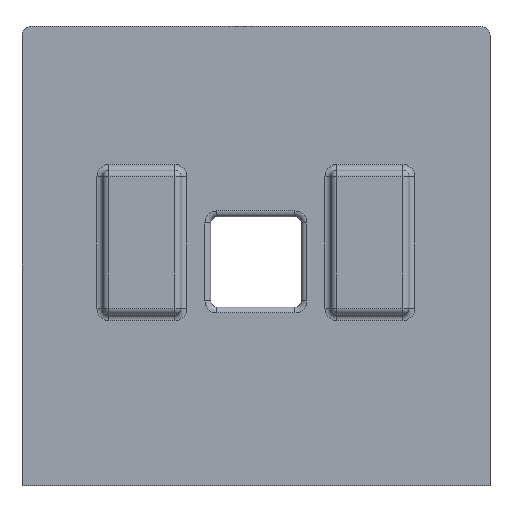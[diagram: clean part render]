
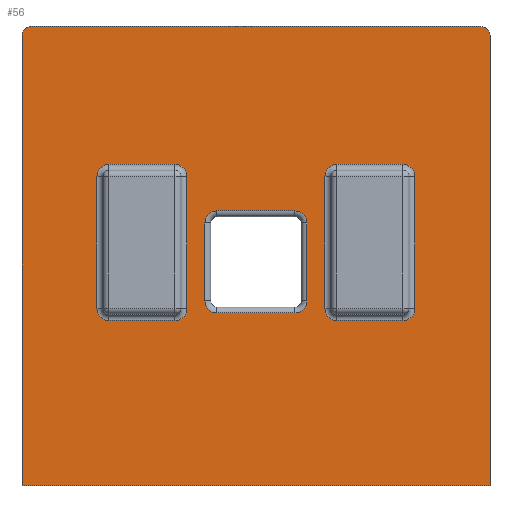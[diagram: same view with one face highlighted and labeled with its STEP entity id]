
A CAD part, top view. The second image highlights one B-rep face of the part: STEP entity #56.
In plain terms, the highlighted planar face has unit normal (0, 0, 1).
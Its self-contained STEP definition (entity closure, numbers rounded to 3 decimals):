
#56=ADVANCED_FACE('',(#204,#206,#208,#210),#212,.T.);
#204=FACE_BOUND('',#205,.T.);
#205=EDGE_LOOP('',(#1095,#1096,#1097,#1098,#1099,#1100));
#206=FACE_BOUND('',#207,.T.);
#207=EDGE_LOOP('',(#1101,#1102,#1103,#1104,#1105,#1106,#1107,#1108));
#208=FACE_BOUND('',#209,.T.);
#209=EDGE_LOOP('',(#1109,#1110,#1111,#1112,#1113,#1114,#1115,#1116));
#210=FACE_BOUND('',#211,.T.);
#211=EDGE_LOOP('',(#1117,#1118,#1119,#1120,#1121,#1122,#1123,#1124));
#212=PLANE('',#213);
#213=AXIS2_PLACEMENT_3D('',#214,#215,#216);
#214=CARTESIAN_POINT('',(0.,0.,3.));
#215=DIRECTION('',(0.,0.,1.));
#216=DIRECTION('',(-1.,0.,0.));
#1095=ORIENTED_EDGE('',*,*,#1625,.F.);
#1096=ORIENTED_EDGE('',*,*,#1596,.T.);
#1097=ORIENTED_EDGE('',*,*,#1626,.T.);
#1098=ORIENTED_EDGE('',*,*,#1590,.T.);
#1099=ORIENTED_EDGE('',*,*,#1627,.F.);
#1100=ORIENTED_EDGE('',*,*,#1628,.T.);
#1101=ORIENTED_EDGE('',*,*,#1629,.T.);
#1102=ORIENTED_EDGE('',*,*,#1630,.F.);
#1103=ORIENTED_EDGE('',*,*,#1631,.T.);
#1104=ORIENTED_EDGE('',*,*,#1632,.F.);
#1105=ORIENTED_EDGE('',*,*,#1633,.T.);
#1106=ORIENTED_EDGE('',*,*,#1634,.F.);
#1107=ORIENTED_EDGE('',*,*,#1635,.T.);
#1108=ORIENTED_EDGE('',*,*,#1636,.F.);
#1109=ORIENTED_EDGE('',*,*,#1637,.F.);
#1110=ORIENTED_EDGE('',*,*,#1638,.F.);
#1111=ORIENTED_EDGE('',*,*,#1639,.F.);
#1112=ORIENTED_EDGE('',*,*,#1640,.F.);
#1113=ORIENTED_EDGE('',*,*,#1641,.F.);
#1114=ORIENTED_EDGE('',*,*,#1642,.F.);
#1115=ORIENTED_EDGE('',*,*,#1643,.F.);
#1116=ORIENTED_EDGE('',*,*,#1644,.F.);
#1117=ORIENTED_EDGE('',*,*,#1645,.F.);
#1118=ORIENTED_EDGE('',*,*,#1646,.F.);
#1119=ORIENTED_EDGE('',*,*,#1647,.F.);
#1120=ORIENTED_EDGE('',*,*,#1648,.F.);
#1121=ORIENTED_EDGE('',*,*,#1649,.F.);
#1122=ORIENTED_EDGE('',*,*,#1650,.F.);
#1123=ORIENTED_EDGE('',*,*,#1651,.F.);
#1124=ORIENTED_EDGE('',*,*,#1652,.F.);
#1590=EDGE_CURVE('',#1858,#1856,#1859,.T.);
#1596=EDGE_CURVE('',#1864,#1868,#1870,.T.);
#1625=EDGE_CURVE('',#1864,#1925,#1926,.F.);
#1626=EDGE_CURVE('',#1868,#1858,#1927,.F.);
#1627=EDGE_CURVE('',#1928,#1856,#1929,.F.);
#1628=EDGE_CURVE('',#1928,#1925,#1930,.T.);
#1629=EDGE_CURVE('',#1931,#1932,#1933,.F.);
#1630=EDGE_CURVE('',#1934,#1932,#1935,.F.);
#1631=EDGE_CURVE('',#1934,#1936,#1937,.F.);
#1632=EDGE_CURVE('',#1938,#1936,#1939,.F.);
#1633=EDGE_CURVE('',#1938,#1940,#1941,.F.);
#1634=EDGE_CURVE('',#1942,#1940,#1943,.F.);
#1635=EDGE_CURVE('',#1942,#1944,#1945,.F.);
#1636=EDGE_CURVE('',#1931,#1944,#1946,.F.);
#1637=EDGE_CURVE('',#1947,#1948,#1949,.T.);
#1638=EDGE_CURVE('',#1950,#1947,#1951,.F.);
#1639=EDGE_CURVE('',#1952,#1950,#1953,.T.);
#1640=EDGE_CURVE('',#1954,#1952,#1955,.F.);
#1641=EDGE_CURVE('',#1956,#1954,#1957,.T.);
#1642=EDGE_CURVE('',#1958,#1956,#1959,.F.);
#1643=EDGE_CURVE('',#1960,#1958,#1961,.T.);
#1644=EDGE_CURVE('',#1948,#1960,#1962,.F.);
#1645=EDGE_CURVE('',#1963,#1964,#1965,.T.);
#1646=EDGE_CURVE('',#1966,#1963,#1967,.F.);
#1647=EDGE_CURVE('',#1968,#1966,#1969,.T.);
#1648=EDGE_CURVE('',#1970,#1968,#1971,.F.);
#1649=EDGE_CURVE('',#1972,#1970,#1973,.T.);
#1650=EDGE_CURVE('',#1974,#1972,#1975,.F.);
#1651=EDGE_CURVE('',#1976,#1974,#1977,.T.);
#1652=EDGE_CURVE('',#1964,#1976,#1978,.F.);
#1856=VERTEX_POINT('',#2270);
#1858=VERTEX_POINT('',#2274);
#1859=LINE('',#2275,#2276);
#1864=VERTEX_POINT('',#2286);
#1868=VERTEX_POINT('',#2294);
#1870=LINE('',#2298,#2299);
#1925=VERTEX_POINT('',#2425);
#1926=CIRCLE('',#2426,3.);
#1927=LINE('',#2430,#2431);
#1928=VERTEX_POINT('',#2433);
#1929=CIRCLE('',#2434,3.);
#1930=LINE('',#2438,#2439);
#1931=VERTEX_POINT('',#2441);
#1932=VERTEX_POINT('',#2442);
#1933=LINE('',#2443,#2444);
#1934=VERTEX_POINT('',#2446);
#1935=CIRCLE('',#2447,4.);
#1936=VERTEX_POINT('',#2451);
#1937=LINE('',#2452,#2453);
#1938=VERTEX_POINT('',#2455);
#1939=CIRCLE('',#2456,4.);
#1940=VERTEX_POINT('',#2460);
#1941=LINE('',#2461,#2462);
#1942=VERTEX_POINT('',#2464);
#1943=CIRCLE('',#2465,4.);
#1944=VERTEX_POINT('',#2469);
#1945=LINE('',#2470,#2471);
#1946=CIRCLE('',#2473,4.);
#1947=VERTEX_POINT('',#2477);
#1948=VERTEX_POINT('',#2478);
#1949=LINE('',#2479,#2480);
#1950=VERTEX_POINT('',#2482);
#1951=CIRCLE('',#2483,4.);
#1952=VERTEX_POINT('',#2487);
#1953=LINE('',#2488,#2489);
#1954=VERTEX_POINT('',#2491);
#1955=CIRCLE('',#2492,4.);
#1956=VERTEX_POINT('',#2496);
#1957=LINE('',#2497,#2498);
#1958=VERTEX_POINT('',#2500);
#1959=CIRCLE('',#2501,4.);
#1960=VERTEX_POINT('',#2505);
#1961=LINE('',#2506,#2507);
#1962=CIRCLE('',#2509,4.);
#1963=VERTEX_POINT('',#2513);
#1964=VERTEX_POINT('',#2514);
#1965=LINE('',#2515,#2516);
#1966=VERTEX_POINT('',#2518);
#1967=CIRCLE('',#2519,4.);
#1968=VERTEX_POINT('',#2523);
#1969=LINE('',#2524,#2525);
#1970=VERTEX_POINT('',#2527);
#1971=CIRCLE('',#2528,4.);
#1972=VERTEX_POINT('',#2532);
#1973=LINE('',#2533,#2534);
#1974=VERTEX_POINT('',#2536);
#1975=CIRCLE('',#2537,4.);
#1976=VERTEX_POINT('',#2541);
#1977=LINE('',#2542,#2543);
#1978=CIRCLE('',#2545,4.);
#2270=CARTESIAN_POINT('',(78.,75.5,3.));
#2274=CARTESIAN_POINT('',(78.,-74.5,3.));
#2275=CARTESIAN_POINT('',(78.,-74.5,3.));
#2276=VECTOR('',#2277,1.);
#2277=DIRECTION('',(0.,1.,0.));
#2286=CARTESIAN_POINT('',(-78.,75.5,3.));
#2294=CARTESIAN_POINT('',(-78.,-74.5,3.));
#2298=CARTESIAN_POINT('',(-78.,75.5,3.));
#2299=VECTOR('',#2300,1.);
#2300=DIRECTION('',(0.,-1.,0.));
#2425=CARTESIAN_POINT('',(-75.,78.5,3.));
#2426=AXIS2_PLACEMENT_3D('',#2427,#2428,#2429);
#2427=CARTESIAN_POINT('',(-75.,75.5,3.));
#2428=DIRECTION('',(0.,0.,1.));
#2429=DIRECTION('',(0.,1.,0.));
#2430=CARTESIAN_POINT('',(78.,-74.5,3.));
#2431=VECTOR('',#2432,1.);
#2432=DIRECTION('',(-1.,0.,0.));
#2433=CARTESIAN_POINT('',(75.,78.5,3.));
#2434=AXIS2_PLACEMENT_3D('',#2435,#2436,#2437);
#2435=CARTESIAN_POINT('',(75.,75.5,3.));
#2436=DIRECTION('',(0.,0.,1.));
#2437=DIRECTION('',(1.,0.,0.));
#2438=CARTESIAN_POINT('',(75.,78.5,3.));
#2439=VECTOR('',#2440,1.);
#2440=DIRECTION('',(-1.,0.,0.));
#2441=CARTESIAN_POINT('',(-17.,-13.,3.));
#2442=CARTESIAN_POINT('',(-17.,13.,3.));
#2443=CARTESIAN_POINT('',(-17.,13.,3.));
#2444=VECTOR('',#2445,1.);
#2445=DIRECTION('',(0.,-1.,0.));
#2446=CARTESIAN_POINT('',(-13.,17.,3.));
#2447=AXIS2_PLACEMENT_3D('',#2448,#2449,#2450);
#2448=CARTESIAN_POINT('',(-13.,13.,3.));
#2449=DIRECTION('',(0.,0.,-1.));
#2450=DIRECTION('',(-1.,0.,0.));
#2451=CARTESIAN_POINT('',(13.,17.,3.));
#2452=CARTESIAN_POINT('',(13.,17.,3.));
#2453=VECTOR('',#2454,1.);
#2454=DIRECTION('',(-1.,0.,0.));
#2455=CARTESIAN_POINT('',(17.,13.,3.));
#2456=AXIS2_PLACEMENT_3D('',#2457,#2458,#2459);
#2457=CARTESIAN_POINT('',(13.,13.,3.));
#2458=DIRECTION('',(0.,0.,-1.));
#2459=DIRECTION('',(0.,1.,0.));
#2460=CARTESIAN_POINT('',(17.,-13.,3.));
#2461=CARTESIAN_POINT('',(17.,-13.,3.));
#2462=VECTOR('',#2463,1.);
#2463=DIRECTION('',(0.,1.,0.));
#2464=CARTESIAN_POINT('',(13.,-17.,3.));
#2465=AXIS2_PLACEMENT_3D('',#2466,#2467,#2468);
#2466=CARTESIAN_POINT('',(13.,-13.,3.));
#2467=DIRECTION('',(0.,0.,-1.));
#2468=DIRECTION('',(1.,0.,0.));
#2469=CARTESIAN_POINT('',(-13.,-17.,3.));
#2470=CARTESIAN_POINT('',(-13.,-17.,3.));
#2471=VECTOR('',#2472,1.);
#2472=DIRECTION('',(1.,0.,0.));
#2473=AXIS2_PLACEMENT_3D('',#2474,#2475,#2476);
#2474=CARTESIAN_POINT('',(-13.,-13.,3.));
#2475=DIRECTION('',(0.,0.,-1.));
#2476=DIRECTION('',(0.,-1.,0.));
#2477=CARTESIAN_POINT('',(-23.,-15.5,3.));
#2478=CARTESIAN_POINT('',(-23.,28.5,3.));
#2479=CARTESIAN_POINT('',(-23.,-15.5,3.));
#2480=VECTOR('',#2481,1.);
#2481=DIRECTION('',(0.,1.,0.));
#2482=CARTESIAN_POINT('',(-27.,-19.5,3.));
#2483=AXIS2_PLACEMENT_3D('',#2484,#2485,#2486);
#2484=CARTESIAN_POINT('',(-27.,-15.5,3.));
#2485=DIRECTION('',(0.,0.,-1.));
#2486=DIRECTION('',(1.,0.,0.));
#2487=CARTESIAN_POINT('',(-49.,-19.5,3.));
#2488=CARTESIAN_POINT('',(-49.,-19.5,3.));
#2489=VECTOR('',#2490,1.);
#2490=DIRECTION('',(1.,0.,0.));
#2491=CARTESIAN_POINT('',(-53.,-15.5,3.));
#2492=AXIS2_PLACEMENT_3D('',#2493,#2494,#2495);
#2493=CARTESIAN_POINT('',(-49.,-15.5,3.));
#2494=DIRECTION('',(0.,0.,-1.));
#2495=DIRECTION('',(0.,-1.,0.));
#2496=CARTESIAN_POINT('',(-53.,28.5,3.));
#2497=CARTESIAN_POINT('',(-53.,28.5,3.));
#2498=VECTOR('',#2499,1.);
#2499=DIRECTION('',(0.,-1.,0.));
#2500=CARTESIAN_POINT('',(-49.,32.5,3.));
#2501=AXIS2_PLACEMENT_3D('',#2502,#2503,#2504);
#2502=CARTESIAN_POINT('',(-49.,28.5,3.));
#2503=DIRECTION('',(0.,0.,-1.));
#2504=DIRECTION('',(-1.,0.,0.));
#2505=CARTESIAN_POINT('',(-27.,32.5,3.));
#2506=CARTESIAN_POINT('',(-27.,32.5,3.));
#2507=VECTOR('',#2508,1.);
#2508=DIRECTION('',(-1.,0.,0.));
#2509=AXIS2_PLACEMENT_3D('',#2510,#2511,#2512);
#2510=CARTESIAN_POINT('',(-27.,28.5,3.));
#2511=DIRECTION('',(0.,0.,-1.));
#2512=DIRECTION('',(0.,1.,0.));
#2513=CARTESIAN_POINT('',(53.,-15.5,3.));
#2514=CARTESIAN_POINT('',(53.,28.5,3.));
#2515=CARTESIAN_POINT('',(53.,-15.5,3.));
#2516=VECTOR('',#2517,1.);
#2517=DIRECTION('',(0.,1.,0.));
#2518=CARTESIAN_POINT('',(49.,-19.5,3.));
#2519=AXIS2_PLACEMENT_3D('',#2520,#2521,#2522);
#2520=CARTESIAN_POINT('',(49.,-15.5,3.));
#2521=DIRECTION('',(0.,0.,-1.));
#2522=DIRECTION('',(1.,0.,0.));
#2523=CARTESIAN_POINT('',(27.,-19.5,3.));
#2524=CARTESIAN_POINT('',(27.,-19.5,3.));
#2525=VECTOR('',#2526,1.);
#2526=DIRECTION('',(1.,0.,0.));
#2527=CARTESIAN_POINT('',(23.,-15.5,3.));
#2528=AXIS2_PLACEMENT_3D('',#2529,#2530,#2531);
#2529=CARTESIAN_POINT('',(27.,-15.5,3.));
#2530=DIRECTION('',(0.,0.,-1.));
#2531=DIRECTION('',(0.,-1.,0.));
#2532=CARTESIAN_POINT('',(23.,28.5,3.));
#2533=CARTESIAN_POINT('',(23.,28.5,3.));
#2534=VECTOR('',#2535,1.);
#2535=DIRECTION('',(0.,-1.,0.));
#2536=CARTESIAN_POINT('',(27.,32.5,3.));
#2537=AXIS2_PLACEMENT_3D('',#2538,#2539,#2540);
#2538=CARTESIAN_POINT('',(27.,28.5,3.));
#2539=DIRECTION('',(0.,0.,-1.));
#2540=DIRECTION('',(-1.,0.,0.));
#2541=CARTESIAN_POINT('',(49.,32.5,3.));
#2542=CARTESIAN_POINT('',(49.,32.5,3.));
#2543=VECTOR('',#2544,1.);
#2544=DIRECTION('',(-1.,0.,0.));
#2545=AXIS2_PLACEMENT_3D('',#2546,#2547,#2548);
#2546=CARTESIAN_POINT('',(49.,28.5,3.));
#2547=DIRECTION('',(0.,0.,-1.));
#2548=DIRECTION('',(0.,1.,0.));
